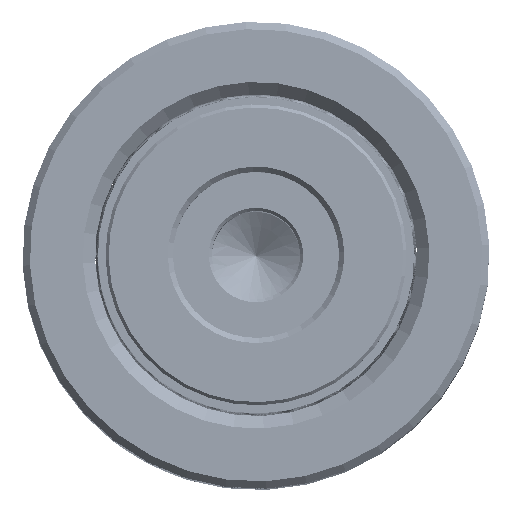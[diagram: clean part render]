
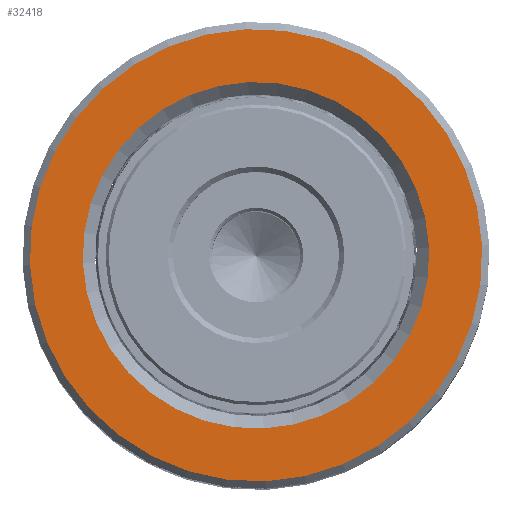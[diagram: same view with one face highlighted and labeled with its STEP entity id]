
A CAD part, top view. The second image highlights one B-rep face of the part: STEP entity #32418.
In plain terms, the highlighted planar face has unit normal (0, 0, 1).
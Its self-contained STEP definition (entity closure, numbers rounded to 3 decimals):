
#1735 = CARTESIAN_POINT ( 'NONE',  ( -21.8, 0., 80. ) ) ;
#2594 = DIRECTION ( 'NONE',  ( 0., 0., -1. ) ) ;
#3347 = CARTESIAN_POINT ( 'NONE',  ( 0., 0., 80. ) ) ;
#3487 = CIRCLE ( 'NONE', #33746, 16.7 ) ;
#6249 = DIRECTION ( 'NONE',  ( 0., 0., 1. ) ) ;
#6333 = DIRECTION ( 'NONE',  ( 0., 0., 1. ) ) ;
#7192 = PLANE ( 'NONE',  #62389 ) ;
#8380 = DIRECTION ( 'NONE',  ( 0., 0., 1. ) ) ;
#10180 = CARTESIAN_POINT ( 'NONE',  ( 16.7, 0., 80. ) ) ;
#11371 = CARTESIAN_POINT ( 'NONE',  ( 21.8, 0., 80. ) ) ;
#11408 = DIRECTION ( 'NONE',  ( 1., 0., 0. ) ) ;
#11985 = EDGE_CURVE ( 'NONE', #62578, #52989, #38085, .T. ) ;
#13320 = DIRECTION ( 'NONE',  ( 1., 0., 0. ) ) ;
#13425 = DIRECTION ( 'NONE',  ( 1., 0., 0. ) ) ;
#14695 = VERTEX_POINT ( 'NONE', #37916 ) ;
#16144 = DIRECTION ( 'NONE',  ( 1., 0., 0. ) ) ;
#17278 = ORIENTED_EDGE ( 'NONE', *, *, #11985, .T. ) ;
#17539 = EDGE_CURVE ( 'NONE', #60726, #14695, #3487, .T. ) ;
#22692 = ORIENTED_EDGE ( 'NONE', *, *, #17539, .T. ) ;
#23114 = ORIENTED_EDGE ( 'NONE', *, *, #57392, .T. ) ;
#30908 = FACE_OUTER_BOUND ( 'NONE', #32150, .T. ) ;
#31161 = CARTESIAN_POINT ( 'NONE',  ( 0., 0., 80. ) ) ;
#31640 = FACE_BOUND ( 'NONE', #58517, .T. ) ;
#32150 = EDGE_LOOP ( 'NONE', ( #17278, #23114 ) ) ;
#32418 = ADVANCED_FACE ( 'NONE', ( #30908, #31640 ), #7192, .T. ) ;
#33138 = AXIS2_PLACEMENT_3D ( 'NONE', #31161, #6249, #16144 ) ;
#33746 = AXIS2_PLACEMENT_3D ( 'NONE', #37767, #62406, #37543 ) ;
#36292 = CARTESIAN_POINT ( 'NONE',  ( 0., 0., 80. ) ) ;
#37543 = DIRECTION ( 'NONE',  ( 1., 0., 0. ) ) ;
#37767 = CARTESIAN_POINT ( 'NONE',  ( 0., 0., 80. ) ) ;
#37916 = CARTESIAN_POINT ( 'NONE',  ( -16.7, 0., 80. ) ) ;
#38085 = CIRCLE ( 'NONE', #33138, 21.8 ) ;
#38564 = CIRCLE ( 'NONE', #55121, 16.7 ) ;
#41002 = EDGE_CURVE ( 'NONE', #14695, #60726, #38564, .T. ) ;
#43022 = CARTESIAN_POINT ( 'NONE',  ( 0., 0., 80. ) ) ;
#47435 = AXIS2_PLACEMENT_3D ( 'NONE', #3347, #8380, #13425 ) ;
#52989 = VERTEX_POINT ( 'NONE', #11371 ) ;
#55121 = AXIS2_PLACEMENT_3D ( 'NONE', #43022, #2594, #13320 ) ;
#57392 = EDGE_CURVE ( 'NONE', #52989, #62578, #62729, .T. ) ;
#58517 = EDGE_LOOP ( 'NONE', ( #22692, #60445 ) ) ;
#60445 = ORIENTED_EDGE ( 'NONE', *, *, #41002, .T. ) ;
#60726 = VERTEX_POINT ( 'NONE', #10180 ) ;
#62389 = AXIS2_PLACEMENT_3D ( 'NONE', #36292, #6333, #11408 ) ;
#62406 = DIRECTION ( 'NONE',  ( 0., 0., -1. ) ) ;
#62578 = VERTEX_POINT ( 'NONE', #1735 ) ;
#62729 = CIRCLE ( 'NONE', #47435, 21.8 ) ;
